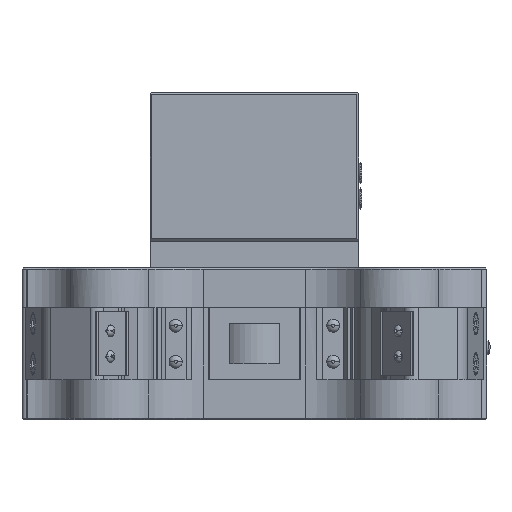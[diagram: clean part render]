
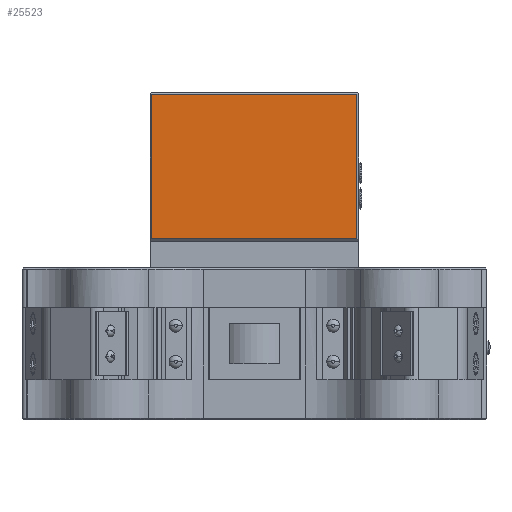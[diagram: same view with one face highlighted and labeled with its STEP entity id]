
A CAD part, left-side view. The second image highlights one B-rep face of the part: STEP entity #25523.
In plain terms, the highlighted planar face has unit normal (-1, 0, 0).
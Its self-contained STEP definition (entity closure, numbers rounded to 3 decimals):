
#130 = VECTOR ( 'NONE', #23231, 1000. ) ;
#404 = AXIS2_PLACEMENT_3D ( 'NONE', #28022, #42102, #10545 ) ;
#809 = ORIENTED_EDGE ( 'NONE', *, *, #14300, .T. ) ;
#1628 = LINE ( 'NONE', #15664, #26717 ) ;
#3885 = VERTEX_POINT ( 'NONE', #26912 ) ;
#8760 = CARTESIAN_POINT ( 'NONE',  ( 93.5, -64., 18.008 ) ) ;
#9191 = CARTESIAN_POINT ( 'NONE',  ( 93.5, 64., 108.008 ) ) ;
#9193 = CARTESIAN_POINT ( 'NONE',  ( 93.5, 64., 18.008 ) ) ;
#10545 = DIRECTION ( 'NONE',  ( 0., 0., 1. ) ) ;
#11093 = EDGE_CURVE ( 'NONE', #38631, #44162, #1628, .T. ) ;
#11517 = DIRECTION ( 'NONE',  ( 0., 0., -1. ) ) ;
#13179 = ORIENTED_EDGE ( 'NONE', *, *, #11093, .T. ) ;
#13678 = VERTEX_POINT ( 'NONE', #27455 ) ;
#13998 = PLANE ( 'NONE',  #404 ) ;
#14300 = EDGE_CURVE ( 'NONE', #3885, #38631, #40310, .T. ) ;
#15664 = CARTESIAN_POINT ( 'NONE',  ( 93.5, -64., 108.008 ) ) ;
#19281 = VECTOR ( 'NONE', #22793, 1000. ) ;
#21397 = EDGE_CURVE ( 'NONE', #13678, #3885, #40727, .T. ) ;
#22793 = DIRECTION ( 'NONE',  ( 0., 0., 1. ) ) ;
#23231 = DIRECTION ( 'NONE',  ( 0., -1., 0. ) ) ;
#23895 = VECTOR ( 'NONE', #11517, 1000. ) ;
#25523 = ADVANCED_FACE ( 'NONE', ( #45535 ), #13998, .T. ) ;
#26717 = VECTOR ( 'NONE', #29691, 1000. ) ;
#26741 = EDGE_LOOP ( 'NONE', ( #13179, #34819, #29083, #809 ) ) ;
#26912 = CARTESIAN_POINT ( 'NONE',  ( 93.5, -64., 18.008 ) ) ;
#27455 = CARTESIAN_POINT ( 'NONE',  ( 93.5, 64., 18.008 ) ) ;
#27544 = CARTESIAN_POINT ( 'NONE',  ( 93.5, -64., 108.008 ) ) ;
#28022 = CARTESIAN_POINT ( 'NONE',  ( 93.5, 0., 63.008 ) ) ;
#28997 = LINE ( 'NONE', #43068, #23895 ) ;
#29083 = ORIENTED_EDGE ( 'NONE', *, *, #21397, .T. ) ;
#29691 = DIRECTION ( 'NONE',  ( 0., 1., 0. ) ) ;
#34819 = ORIENTED_EDGE ( 'NONE', *, *, #36810, .T. ) ;
#36810 = EDGE_CURVE ( 'NONE', #44162, #13678, #28997, .T. ) ;
#38631 = VERTEX_POINT ( 'NONE', #27544 ) ;
#40310 = LINE ( 'NONE', #8760, #19281 ) ;
#40727 = LINE ( 'NONE', #9193, #130 ) ;
#42102 = DIRECTION ( 'NONE',  ( -1., 0., 0. ) ) ;
#43068 = CARTESIAN_POINT ( 'NONE',  ( 93.5, 64., 108.008 ) ) ;
#44162 = VERTEX_POINT ( 'NONE', #9191 ) ;
#45535 = FACE_OUTER_BOUND ( 'NONE', #26741, .T. ) ;
